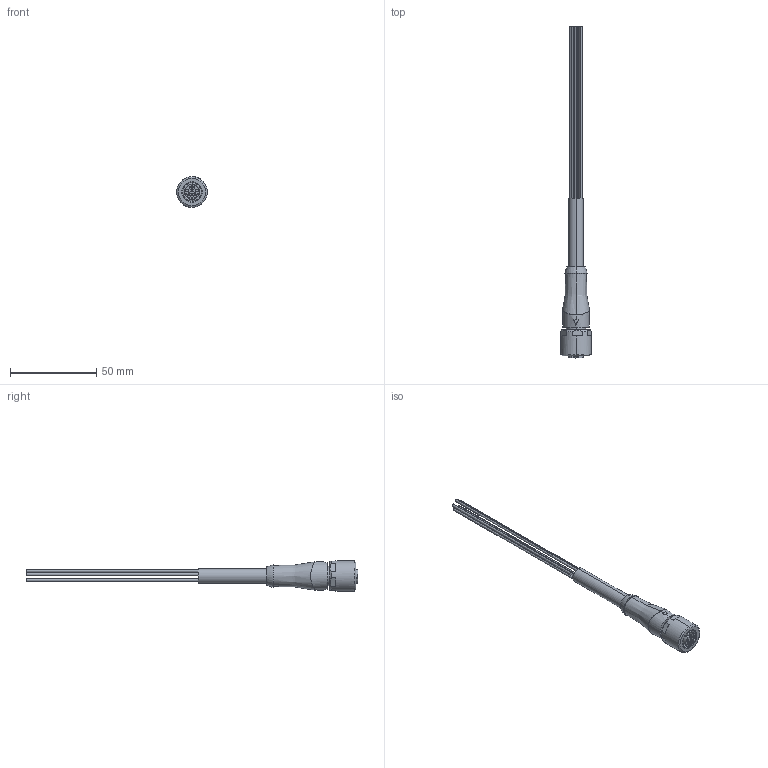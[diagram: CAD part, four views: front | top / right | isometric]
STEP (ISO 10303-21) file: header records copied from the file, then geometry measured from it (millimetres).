
FILE_DESCRIPTION (( 'STEP AP203' ), '1' );
FILE_NAME ('7700-P4221-U0P1000.step', '2021-12-20T18:01:26', ( '' ), ( '' ), 'SwSTEP 2.0', 'SolidWorks 2021', '' );
FILE_SCHEMA (( 'CONFIG_CONTROL_DESIGN' ));
Length unit declared in the file: inch
Products named in the file (1): 7700-P4221-U0P1000
Bounding box: 17.9 x 193 x 17.9 mm (x, y, z)
Volume: 12040 mm3; surface area: 8276.3 mm2
Topology: 2 solids, 2 shells, 142 faces, 343 edges, 225 vertices
Faces by surface type: plane 69, cylinder 40, bspline 19, torus 8, cone 6
Entity records: 9747 total; most frequent: CARTESIAN_POINT 6389, ORIENTED_EDGE 686, DIRECTION 669, EDGE_CURVE 343, AXIS2_PLACEMENT_3D 268, VERTEX_POINT 225, EDGE_LOOP 164, CIRCLE 144
